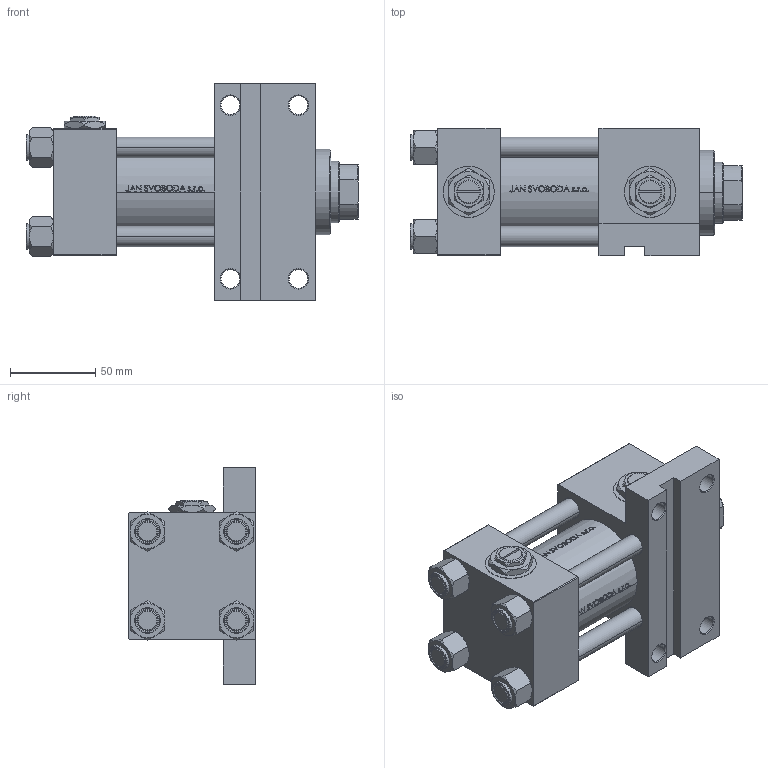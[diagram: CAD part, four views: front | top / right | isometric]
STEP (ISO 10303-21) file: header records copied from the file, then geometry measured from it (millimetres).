
FILE_DESCRIPTION (( 'STEP AP203' ), '1' );
FILE_NAME ('fc3f.STEP', '2023-10-18T15:10:30', ( '' ), ( '' ), 'SwSTEP 2.0', 'SolidWorks 2019', '' );
FILE_SCHEMA (( 'CONFIG_CONTROL_DESIGN' ));
Length unit declared in the file: millimetre
Products named in the file (7): V215CR_F_TYCINKA d0a7f7597361f56e7b19dd60ad645919; V215_VC_A d0a7f7597361f56e7b19dd60ad645919; fc3f; V215CR_F_Body d0a7f7597361f56e7b19dd60ad645919; Zatka_pro_OIL_PORT d0a7f7597361f56e7b19dd60ad645919; V215CR_VCP_F d0a7f7597361f56e7b19dd60ad645919; NUT_M5_F d0a7f7597361f56e7b19dd60ad645919
Assembly tree (13 placements, depth 2):
  fc3f
    V215CR_F_Body d0a7f7597361f56e7b19dd60ad645919
    V215CR_VCP_F d0a7f7597361f56e7b19dd60ad645919
    V215CR_F_TYCINKA d0a7f7597361f56e7b19dd60ad645919  x4
    NUT_M5_F d0a7f7597361f56e7b19dd60ad645919  x4
    V215_VC_A d0a7f7597361f56e7b19dd60ad645919
    Zatka_pro_OIL_PORT d0a7f7597361f56e7b19dd60ad645919  x2
Bounding box: 195 x 75 x 127 mm (x, y, z)
Volume: 729884.6 mm3; surface area: 168972.9 mm2
Topology: 13 solids, 13 shells, 1202 faces, 2956 edges, 1901 vertices
Faces by surface type: plane 484, bspline 380, cone 194, cylinder 136, torus 8
Entity records: 49619 total; most frequent: CARTESIAN_POINT 26543, ORIENTED_EDGE 5212, DIRECTION 3349, EDGE_CURVE 2606, VERTEX_POINT 1699, LINE 1325, VECTOR 1325, EDGE_LOOP 1183
